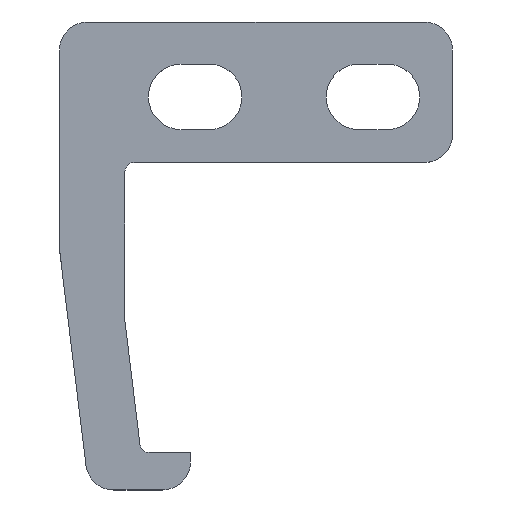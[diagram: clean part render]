
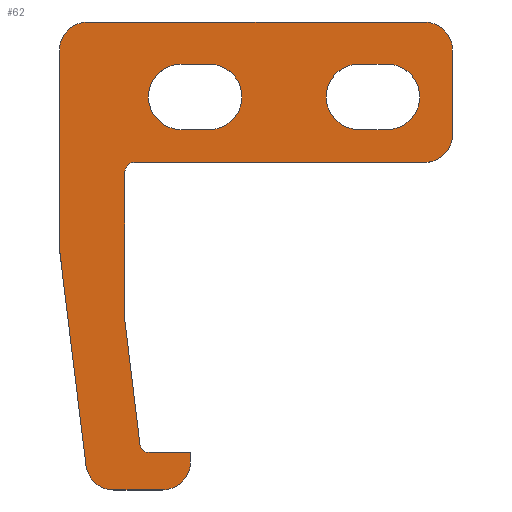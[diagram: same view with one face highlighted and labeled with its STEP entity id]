
A CAD part, top view. The second image highlights one B-rep face of the part: STEP entity #62.
In plain terms, the highlighted planar face has unit normal (0, 0, 1).
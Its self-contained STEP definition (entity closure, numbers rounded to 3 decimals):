
#62=ADVANCED_FACE('',(#325,#327,#329),#331,.T.);
#325=FACE_BOUND('',#326,.T.);
#326=EDGE_LOOP('',(#552,#553,#554,#555,#556,#557,#558,#559,#560,#561,#562,#563,#564,
#565,#566,#567,#568,#569,#570));
#327=FACE_BOUND('',#328,.T.);
#328=EDGE_LOOP('',(#571,#572,#573,#574));
#329=FACE_BOUND('',#330,.T.);
#330=EDGE_LOOP('',(#575,#576,#577,#578));
#331=PLANE('',#332);
#332=AXIS2_PLACEMENT_3D('',#333,#334,#335);
#333=CARTESIAN_POINT('',(0.,0.,3.));
#334=DIRECTION('',(0.,0.,1.));
#335=DIRECTION('',(1.,0.,0.));
#552=ORIENTED_EDGE('',*,*,#714,.T.);
#553=ORIENTED_EDGE('',*,*,#715,.T.);
#554=ORIENTED_EDGE('',*,*,#716,.T.);
#555=ORIENTED_EDGE('',*,*,#717,.T.);
#556=ORIENTED_EDGE('',*,*,#718,.T.);
#557=ORIENTED_EDGE('',*,*,#719,.T.);
#558=ORIENTED_EDGE('',*,*,#720,.T.);
#559=ORIENTED_EDGE('',*,*,#721,.T.);
#560=ORIENTED_EDGE('',*,*,#722,.T.);
#561=ORIENTED_EDGE('',*,*,#723,.T.);
#562=ORIENTED_EDGE('',*,*,#724,.T.);
#563=ORIENTED_EDGE('',*,*,#725,.T.);
#564=ORIENTED_EDGE('',*,*,#726,.T.);
#565=ORIENTED_EDGE('',*,*,#727,.T.);
#566=ORIENTED_EDGE('',*,*,#728,.T.);
#567=ORIENTED_EDGE('',*,*,#729,.T.);
#568=ORIENTED_EDGE('',*,*,#730,.T.);
#569=ORIENTED_EDGE('',*,*,#731,.T.);
#570=ORIENTED_EDGE('',*,*,#732,.T.);
#571=ORIENTED_EDGE('',*,*,#733,.T.);
#572=ORIENTED_EDGE('',*,*,#734,.T.);
#573=ORIENTED_EDGE('',*,*,#735,.T.);
#574=ORIENTED_EDGE('',*,*,#736,.T.);
#575=ORIENTED_EDGE('',*,*,#737,.T.);
#576=ORIENTED_EDGE('',*,*,#738,.T.);
#577=ORIENTED_EDGE('',*,*,#739,.T.);
#578=ORIENTED_EDGE('',*,*,#740,.T.);
#714=EDGE_CURVE('',#822,#823,#824,.T.);
#715=EDGE_CURVE('',#823,#825,#826,.T.);
#716=EDGE_CURVE('',#825,#827,#828,.T.);
#717=EDGE_CURVE('',#827,#829,#830,.T.);
#718=EDGE_CURVE('',#829,#831,#832,.T.);
#719=EDGE_CURVE('',#831,#833,#834,.T.);
#720=EDGE_CURVE('',#833,#835,#836,.T.);
#721=EDGE_CURVE('',#835,#837,#838,.T.);
#722=EDGE_CURVE('',#837,#839,#840,.T.);
#723=EDGE_CURVE('',#839,#841,#842,.T.);
#724=EDGE_CURVE('',#841,#843,#844,.T.);
#725=EDGE_CURVE('',#843,#845,#846,.T.);
#726=EDGE_CURVE('',#845,#847,#848,.T.);
#727=EDGE_CURVE('',#847,#849,#850,.T.);
#728=EDGE_CURVE('',#849,#851,#852,.T.);
#729=EDGE_CURVE('',#851,#853,#854,.T.);
#730=EDGE_CURVE('',#853,#855,#856,.T.);
#731=EDGE_CURVE('',#855,#857,#858,.T.);
#732=EDGE_CURVE('',#857,#822,#859,.T.);
#733=EDGE_CURVE('',#860,#861,#862,.F.);
#734=EDGE_CURVE('',#861,#863,#864,.F.);
#735=EDGE_CURVE('',#863,#865,#866,.F.);
#736=EDGE_CURVE('',#865,#860,#867,.F.);
#737=EDGE_CURVE('',#868,#869,#870,.F.);
#738=EDGE_CURVE('',#869,#871,#872,.F.);
#739=EDGE_CURVE('',#871,#873,#874,.F.);
#740=EDGE_CURVE('',#873,#868,#875,.F.);
#822=VERTEX_POINT('',#1024);
#823=VERTEX_POINT('',#1025);
#824=LINE('',#1026,#1027);
#825=VERTEX_POINT('',#1029);
#826=CIRCLE('',#1030,1.);
#827=VERTEX_POINT('',#1034);
#828=LINE('',#1035,#1036);
#829=VERTEX_POINT('',#1038);
#830=CIRCLE('',#1039,1.);
#831=VERTEX_POINT('',#1043);
#832=LINE('',#1044,#1045);
#833=VERTEX_POINT('',#1047);
#834=CIRCLE('',#1048,3.);
#835=VERTEX_POINT('',#1052);
#836=LINE('',#1053,#1054);
#837=VERTEX_POINT('',#1056);
#838=CIRCLE('',#1057,3.);
#839=VERTEX_POINT('',#1061);
#840=LINE('',#1062,#1063);
#841=VERTEX_POINT('',#1065);
#842=CIRCLE('',#1066,3.);
#843=VERTEX_POINT('',#1070);
#844=LINE('',#1071,#1072);
#845=VERTEX_POINT('',#1074);
#846=CIRCLE('',#1075,3.);
#847=VERTEX_POINT('',#1079);
#848=LINE('',#1080,#1081);
#849=VERTEX_POINT('',#1083);
#850=CIRCLE('',#1084,3.);
#851=VERTEX_POINT('',#1088);
#852=LINE('',#1089,#1090);
#853=VERTEX_POINT('',#1092);
#854=CIRCLE('',#1093,3.);
#855=VERTEX_POINT('',#1097);
#856=LINE('',#1098,#1099);
#857=VERTEX_POINT('',#1101);
#858=LINE('',#1102,#1103);
#859=CIRCLE('',#1105,1.);
#860=VERTEX_POINT('',#1109);
#861=VERTEX_POINT('',#1110);
#862=CIRCLE('',#1111,3.5);
#863=VERTEX_POINT('',#1115);
#864=LINE('',#1116,#1117);
#865=VERTEX_POINT('',#1119);
#866=CIRCLE('',#1120,3.5);
#867=LINE('',#1124,#1125);
#868=VERTEX_POINT('',#1127);
#869=VERTEX_POINT('',#1128);
#870=LINE('',#1129,#1130);
#871=VERTEX_POINT('',#1132);
#872=CIRCLE('',#1133,3.5);
#873=VERTEX_POINT('',#1137);
#874=LINE('',#1138,#1139);
#875=CIRCLE('',#1141,3.5);
#1024=CARTESIAN_POINT('',(-13.373,-43.225,3.));
#1025=CARTESIAN_POINT('',(-14.969,-30.225,3.));
#1026=CARTESIAN_POINT('',(-13.373,-43.225,3.));
#1027=VECTOR('',#1028,1.);
#1028=DIRECTION('',(-0.122,0.993,0.));
#1029=CARTESIAN_POINT('',(-14.976,-30.103,3.));
#1030=AXIS2_PLACEMENT_3D('',#1031,#1032,#1033);
#1031=CARTESIAN_POINT('',(-13.976,-30.103,3.));
#1032=DIRECTION('',(0.,0.,-1.));
#1033=DIRECTION('',(-0.993,-0.122,0.));
#1034=CARTESIAN_POINT('',(-14.976,-14.103,3.));
#1035=CARTESIAN_POINT('',(-14.976,-30.103,3.));
#1036=VECTOR('',#1037,1.);
#1037=DIRECTION('',(0.,1.,0.));
#1038=CARTESIAN_POINT('',(-13.976,-13.103,3.));
#1039=AXIS2_PLACEMENT_3D('',#1040,#1041,#1042);
#1040=CARTESIAN_POINT('',(-13.976,-14.103,3.));
#1041=DIRECTION('',(0.,0.,-1.));
#1042=DIRECTION('',(-1.,0.,0.));
#1043=CARTESIAN_POINT('',(17.024,-13.103,3.));
#1044=CARTESIAN_POINT('',(-13.976,-13.103,3.));
#1045=VECTOR('',#1046,1.);
#1046=DIRECTION('',(1.,0.,0.));
#1047=CARTESIAN_POINT('',(20.024,-10.103,3.));
#1048=AXIS2_PLACEMENT_3D('',#1049,#1050,#1051);
#1049=CARTESIAN_POINT('',(17.024,-10.103,3.));
#1050=DIRECTION('',(0.,0.,1.));
#1051=DIRECTION('',(0.,-1.,0.));
#1052=CARTESIAN_POINT('',(20.024,-1.103,3.));
#1053=CARTESIAN_POINT('',(20.024,-10.103,3.));
#1054=VECTOR('',#1055,1.);
#1055=DIRECTION('',(0.,1.,0.));
#1056=CARTESIAN_POINT('',(17.024,1.897,3.));
#1057=AXIS2_PLACEMENT_3D('',#1058,#1059,#1060);
#1058=CARTESIAN_POINT('',(17.024,-1.103,3.));
#1059=DIRECTION('',(0.,0.,1.));
#1060=DIRECTION('',(1.,0.,0.));
#1061=CARTESIAN_POINT('',(-18.976,1.897,3.));
#1062=CARTESIAN_POINT('',(17.024,1.897,3.));
#1063=VECTOR('',#1064,1.);
#1064=DIRECTION('',(-1.,0.,0.));
#1065=CARTESIAN_POINT('',(-21.976,-1.103,3.));
#1066=AXIS2_PLACEMENT_3D('',#1067,#1068,#1069);
#1067=CARTESIAN_POINT('',(-18.976,-1.103,3.));
#1068=DIRECTION('',(0.,0.,1.));
#1069=DIRECTION('',(0.,1.,0.));
#1070=CARTESIAN_POINT('',(-21.976,-22.203,3.));
#1071=CARTESIAN_POINT('',(-21.976,-1.103,3.));
#1072=VECTOR('',#1073,1.);
#1073=DIRECTION('',(0.,-1.,0.));
#1074=CARTESIAN_POINT('',(-21.954,-22.569,3.));
#1075=AXIS2_PLACEMENT_3D('',#1076,#1077,#1078);
#1076=CARTESIAN_POINT('',(-18.976,-22.203,3.));
#1077=DIRECTION('',(0.,0.,1.));
#1078=DIRECTION('',(-1.,0.,0.));
#1079=CARTESIAN_POINT('',(-19.142,-45.469,3.));
#1080=CARTESIAN_POINT('',(-21.954,-22.569,3.));
#1081=VECTOR('',#1082,1.);
#1082=DIRECTION('',(0.122,-0.993,0.));
#1083=CARTESIAN_POINT('',(-16.164,-48.103,3.));
#1084=AXIS2_PLACEMENT_3D('',#1085,#1086,#1087);
#1085=CARTESIAN_POINT('',(-16.164,-45.103,3.));
#1086=DIRECTION('',(0.,0.,1.));
#1087=DIRECTION('',(-0.993,-0.122,0.));
#1088=CARTESIAN_POINT('',(-10.976,-48.103,3.));
#1089=CARTESIAN_POINT('',(-16.164,-48.103,3.));
#1090=VECTOR('',#1091,1.);
#1091=DIRECTION('',(1.,0.,0.));
#1092=CARTESIAN_POINT('',(-7.976,-45.103,3.));
#1093=AXIS2_PLACEMENT_3D('',#1094,#1095,#1096);
#1094=CARTESIAN_POINT('',(-10.976,-45.103,3.));
#1095=DIRECTION('',(0.,0.,1.));
#1096=DIRECTION('',(0.,-1.,0.));
#1097=CARTESIAN_POINT('',(-7.976,-44.103,3.));
#1098=CARTESIAN_POINT('',(-7.976,-45.103,3.));
#1099=VECTOR('',#1100,1.);
#1100=DIRECTION('',(0.,1.,0.));
#1101=CARTESIAN_POINT('',(-12.38,-44.103,3.));
#1102=CARTESIAN_POINT('',(-7.976,-44.103,3.));
#1103=VECTOR('',#1104,1.);
#1104=DIRECTION('',(-1.,0.,0.));
#1105=AXIS2_PLACEMENT_3D('',#1106,#1107,#1108);
#1106=CARTESIAN_POINT('',(-12.38,-43.103,3.));
#1107=DIRECTION('',(0.,0.,-1.));
#1108=DIRECTION('',(0.,-1.,0.));
#1109=CARTESIAN_POINT('',(-5.976,-2.603,3.));
#1110=CARTESIAN_POINT('',(-5.976,-9.603,3.));
#1111=AXIS2_PLACEMENT_3D('',#1112,#1113,#1114);
#1112=CARTESIAN_POINT('',(-5.976,-6.103,3.));
#1113=DIRECTION('',(-0.,0.,1.));
#1114=DIRECTION('',(0.,-1.,0.));
#1115=CARTESIAN_POINT('',(-8.976,-9.603,3.));
#1116=CARTESIAN_POINT('',(-8.976,-9.603,3.));
#1117=VECTOR('',#1118,1.);
#1118=DIRECTION('',(1.,0.,0.));
#1119=CARTESIAN_POINT('',(-8.976,-2.603,3.));
#1120=AXIS2_PLACEMENT_3D('',#1121,#1122,#1123);
#1121=CARTESIAN_POINT('',(-8.976,-6.103,3.));
#1122=DIRECTION('',(0.,-0.,1.));
#1123=DIRECTION('',(0.,1.,0.));
#1124=CARTESIAN_POINT('',(-5.976,-2.603,3.));
#1125=VECTOR('',#1126,1.);
#1126=DIRECTION('',(-1.,0.,0.));
#1127=CARTESIAN_POINT('',(13.024,-9.603,3.));
#1128=CARTESIAN_POINT('',(10.024,-9.603,3.));
#1129=CARTESIAN_POINT('',(10.024,-9.603,3.));
#1130=VECTOR('',#1131,1.);
#1131=DIRECTION('',(1.,0.,0.));
#1132=CARTESIAN_POINT('',(10.024,-2.603,3.));
#1133=AXIS2_PLACEMENT_3D('',#1134,#1135,#1136);
#1134=CARTESIAN_POINT('',(10.024,-6.103,3.));
#1135=DIRECTION('',(0.,-0.,1.));
#1136=DIRECTION('',(0.,1.,0.));
#1137=CARTESIAN_POINT('',(13.024,-2.603,3.));
#1138=CARTESIAN_POINT('',(13.024,-2.603,3.));
#1139=VECTOR('',#1140,1.);
#1140=DIRECTION('',(-1.,0.,0.));
#1141=AXIS2_PLACEMENT_3D('',#1142,#1143,#1144);
#1142=CARTESIAN_POINT('',(13.024,-6.103,3.));
#1143=DIRECTION('',(-0.,0.,1.));
#1144=DIRECTION('',(0.,-1.,0.));
